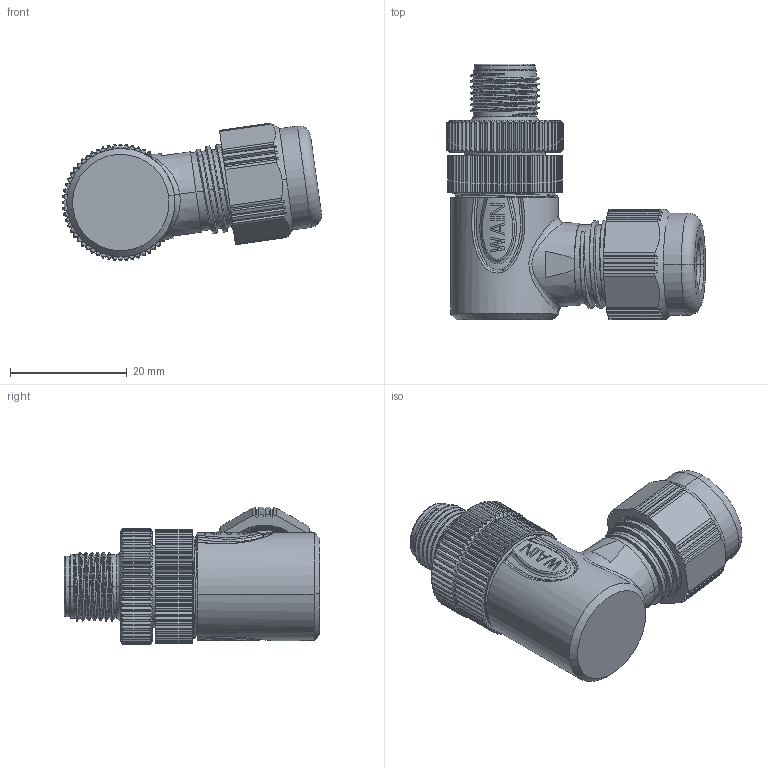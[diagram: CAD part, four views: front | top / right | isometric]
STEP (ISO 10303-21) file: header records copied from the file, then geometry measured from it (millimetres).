
FILE_DESCRIPTION((''),'2;1');
FILE_NAME('PRT0002','2017-06-24T',('y.wang'),(''),'PRO/ENGINEER BY PARAMETRIC TECHNOLOGY CORPORATION, 2012480','PRO/ENGINEER BY PARAMETRIC TECHNOLOGY CORPORATION, 2012480','');
FILE_SCHEMA(('CONFIG_CONTROL_DESIGN'));
Products named in the file (1): PRT0002
Bounding box: 44.38 x 43.8 x 23.6 mm (x, y, z)
Volume: 10382.8 mm3; surface area: 15496.1 mm2
Topology: 1 solids, 1 shells, 1799 faces, 5079 edges, 3308 vertices
Faces by surface type: plane 760, cylinder 564, cone 229, bspline 131, torus 89, extrusion 16, sphere 10
Entity records: 86616 total; most frequent: CARTESIAN_POINT 42350, ORIENTED_EDGE 10118, DIRECTION 8142, EDGE_CURVE 5059, VERTEX_POINT 3308, AXIS2_PLACEMENT_3D 2974, VECTOR 2194, LINE 2178
